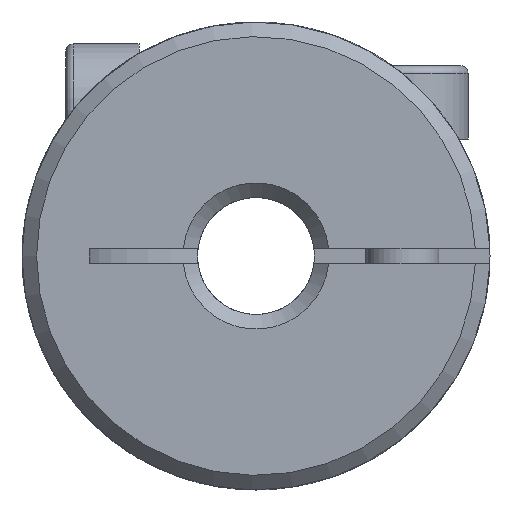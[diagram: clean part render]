
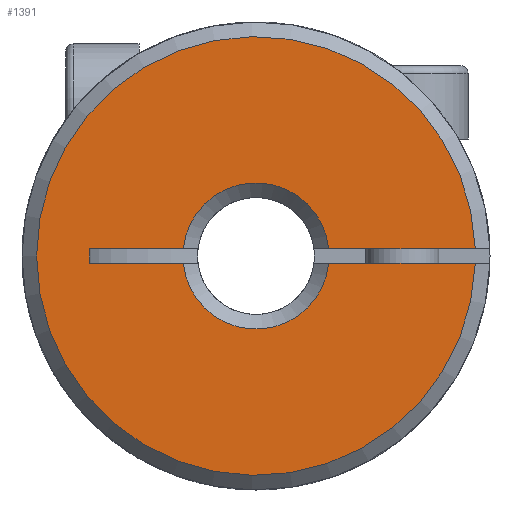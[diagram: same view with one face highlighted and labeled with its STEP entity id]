
A CAD part, left-side view. The second image highlights one B-rep face of the part: STEP entity #1391.
In plain terms, the highlighted planar face has unit normal (-1, 0, 0).
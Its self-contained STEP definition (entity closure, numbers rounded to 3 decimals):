
#43 = VERTEX_POINT ( 'NONE', #267 ) ;
#44 = VERTEX_POINT ( 'NONE', #268 ) ;
#58 = VERTEX_POINT ( 'NONE', #282 ) ;
#59 = VERTEX_POINT ( 'NONE', #283 ) ;
#60 = VERTEX_POINT ( 'NONE', #284 ) ;
#61 = VERTEX_POINT ( 'NONE', #285 ) ;
#62 = VERTEX_POINT ( 'NONE', #286 ) ;
#63 = VERTEX_POINT ( 'NONE', #287 ) ;
#267 = CARTESIAN_POINT ( 'NONE',  ( -15., -2.487, 0.25 ) ) ;
#268 = CARTESIAN_POINT ( 'NONE',  ( -15., 2.487, 0.25 ) ) ;
#282 = CARTESIAN_POINT ( 'NONE',  ( -15., -7.496, -0.25 ) ) ;
#283 = CARTESIAN_POINT ( 'NONE',  ( -15., -2.487, -0.25 ) ) ;
#284 = CARTESIAN_POINT ( 'NONE',  ( -15., 2.487, -0.25 ) ) ;
#285 = CARTESIAN_POINT ( 'NONE',  ( -15., 5.708, -0.25 ) ) ;
#286 = CARTESIAN_POINT ( 'NONE',  ( -15., 5.708, 0.25 ) ) ;
#287 = CARTESIAN_POINT ( 'NONE',  ( -15., -7.496, 0.25 ) ) ;
#783 = EDGE_CURVE ( 'NONE', #43, #44, #2244, .T. ) ;
#798 = EDGE_CURVE ( 'NONE', #60, #61, #2254, .T. ) ;
#802 = EDGE_CURVE ( 'NONE', #44, #62, #2264, .T. ) ;
#807 = EDGE_CURVE ( 'NONE', #60, #59, #2274, .T. ) ;
#808 = EDGE_CURVE ( 'NONE', #58, #59, #2273, .T. ) ;
#809 = EDGE_CURVE ( 'NONE', #61, #62, #2275, .T. ) ;
#810 = EDGE_CURVE ( 'NONE', #63, #43, #2277, .T. ) ;
#812 = EDGE_CURVE ( 'NONE', #58, #63, #2284, .T. ) ;
#1278 = EDGE_LOOP ( 'NONE', ( #1732, #1733, #1734, #1735, #1736, #1737, #1738, #1739 ) ) ;
#1391 = ADVANCED_FACE ( 'NONE', ( #3091 ), #2932, .T. ) ;
#1662 = AXIS2_PLACEMENT_3D ( 'NONE', #2430, #2435, #2436 ) ;
#1672 = AXIS2_PLACEMENT_3D ( 'NONE', #2532, #2534, #2535 ) ;
#1674 = AXIS2_PLACEMENT_3D ( 'NONE', #2522, #2523, #2524 ) ;
#1732 = ORIENTED_EDGE ( 'NONE', *, *, #808, .T. ) ;
#1733 = ORIENTED_EDGE ( 'NONE', *, *, #807, .F. ) ;
#1734 = ORIENTED_EDGE ( 'NONE', *, *, #798, .T. ) ;
#1735 = ORIENTED_EDGE ( 'NONE', *, *, #809, .T. ) ;
#1736 = ORIENTED_EDGE ( 'NONE', *, *, #802, .F. ) ;
#1737 = ORIENTED_EDGE ( 'NONE', *, *, #783, .F. ) ;
#1738 = ORIENTED_EDGE ( 'NONE', *, *, #810, .F. ) ;
#1739 = ORIENTED_EDGE ( 'NONE', *, *, #812, .F. ) ;
#2244 = CIRCLE ( 'NONE', #1662, 2.5 ) ;
#2254 = LINE ( 'NONE', #2498, #2258 ) ;
#2258 = VECTOR ( 'NONE', #2499, 1000. ) ;
#2261 = VECTOR ( 'NONE', #2509, 1000. ) ;
#2264 = LINE ( 'NONE', #2508, #2261 ) ;
#2267 = VECTOR ( 'NONE', #2525, 1000. ) ;
#2273 = LINE ( 'NONE', #2518, #2267 ) ;
#2274 = CIRCLE ( 'NONE', #1674, 2.5 ) ;
#2275 = LINE ( 'NONE', #2526, #2276 ) ;
#2276 = VECTOR ( 'NONE', #2527, 1000. ) ;
#2277 = LINE ( 'NONE', #2528, #2278 ) ;
#2278 = VECTOR ( 'NONE', #2529, 1000. ) ;
#2284 = CIRCLE ( 'NONE', #1672, 7.5 ) ;
#2430 = CARTESIAN_POINT ( 'NONE',  ( -15., 0., 0. ) ) ;
#2435 = DIRECTION ( 'NONE',  ( -1., 0., 0. ) ) ;
#2436 = DIRECTION ( 'NONE',  ( 0., 1., 0. ) ) ;
#2498 = CARTESIAN_POINT ( 'NONE',  ( -15., 5.708, -0.25 ) ) ;
#2499 = DIRECTION ( 'NONE',  ( 0., 1., 0. ) ) ;
#2508 = CARTESIAN_POINT ( 'NONE',  ( -15., 5.708, 0.25 ) ) ;
#2509 = DIRECTION ( 'NONE',  ( 0., 1., 0. ) ) ;
#2518 = CARTESIAN_POINT ( 'NONE',  ( -15., 5.708, -0.25 ) ) ;
#2522 = CARTESIAN_POINT ( 'NONE',  ( -15., 0., 0. ) ) ;
#2523 = DIRECTION ( 'NONE',  ( -1., 0., 0. ) ) ;
#2524 = DIRECTION ( 'NONE',  ( 0., 1., 0. ) ) ;
#2525 = DIRECTION ( 'NONE',  ( 0., 1., 0. ) ) ;
#2526 = CARTESIAN_POINT ( 'NONE',  ( -15., 5.708, -0.25 ) ) ;
#2527 = DIRECTION ( 'NONE',  ( 0., 0., 1. ) ) ;
#2528 = CARTESIAN_POINT ( 'NONE',  ( -15., 5.708, 0.25 ) ) ;
#2529 = DIRECTION ( 'NONE',  ( 0., 1., 0. ) ) ;
#2532 = CARTESIAN_POINT ( 'NONE',  ( -15., 0., 0. ) ) ;
#2534 = DIRECTION ( 'NONE',  ( 1., 0., 0. ) ) ;
#2535 = DIRECTION ( 'NONE',  ( 0., 1., 0. ) ) ;
#2928 = CARTESIAN_POINT ( 'NONE',  ( -15., 0., 0. ) ) ;
#2932 = PLANE ( 'NONE',  #3328 ) ;
#2935 = DIRECTION ( 'NONE',  ( -1., 0., 0. ) ) ;
#2936 = DIRECTION ( 'NONE',  ( 0., 1., 0. ) ) ;
#3091 = FACE_OUTER_BOUND ( 'NONE', #1278, .T. ) ;
#3328 = AXIS2_PLACEMENT_3D ( 'NONE', #2928, #2935, #2936 ) ;
